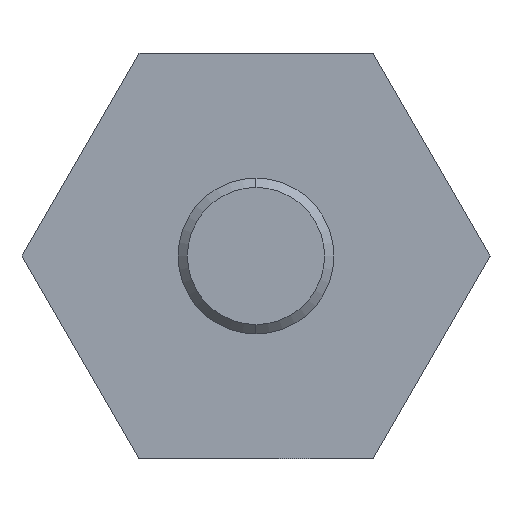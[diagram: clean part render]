
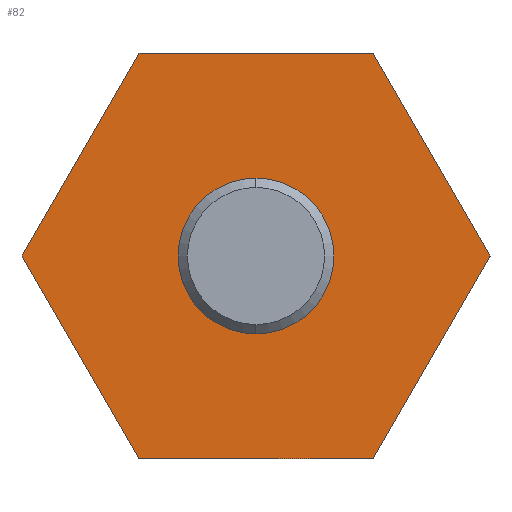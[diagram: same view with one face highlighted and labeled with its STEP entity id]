
A CAD part, left-side view. The second image highlights one B-rep face of the part: STEP entity #82.
In plain terms, the highlighted planar face has unit normal (-1, 0, 0).
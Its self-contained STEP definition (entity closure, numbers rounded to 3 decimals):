
#82=ADVANCED_FACE('',(#107,#108),#109,.F.);
#107=FACE_OUTER_BOUND('',#141,.T.);
#108=FACE_BOUND('',#142,.T.);
#109=PLANE('',#143);
#141=EDGE_LOOP('',(#213,#214,#215,#216,#217,#218));
#142=EDGE_LOOP('',(#219,#220));
#143=AXIS2_PLACEMENT_3D('',#221,#222,#223);
#213=ORIENTED_EDGE('',*,*,#301,.F.);
#214=ORIENTED_EDGE('',*,*,#302,.F.);
#215=ORIENTED_EDGE('',*,*,#303,.F.);
#216=ORIENTED_EDGE('',*,*,#292,.T.);
#217=ORIENTED_EDGE('',*,*,#289,.T.);
#218=ORIENTED_EDGE('',*,*,#300,.T.);
#219=ORIENTED_EDGE('',*,*,#280,.F.);
#220=ORIENTED_EDGE('',*,*,#304,.F.);
#221=CARTESIAN_POINT('',(0.0,-7.506,0.));
#222=DIRECTION('',(1.0,-0.0,0.0));
#223=DIRECTION('',(0.0,1.0,-0.0));
#280=EDGE_CURVE('',#318,#319,#320,.T.);
#289=EDGE_CURVE('',#336,#334,#337,.T.);
#292=EDGE_CURVE('',#341,#336,#342,.T.);
#300=EDGE_CURVE('',#334,#352,#354,.T.);
#301=EDGE_CURVE('',#355,#352,#356,.T.);
#302=EDGE_CURVE('',#357,#355,#358,.T.);
#303=EDGE_CURVE('',#341,#357,#359,.T.);
#304=EDGE_CURVE('',#319,#318,#360,.T.);
#318=VERTEX_POINT('',#376);
#319=VERTEX_POINT('',#377);
#320=CIRCLE('',#378,2.5);
#334=VERTEX_POINT('',#397);
#336=VERTEX_POINT('',#400);
#337=LINE('',#401,#402);
#341=VERTEX_POINT('',#408);
#342=LINE('',#409,#410);
#352=VERTEX_POINT('',#425);
#354=LINE('',#428,#429);
#355=VERTEX_POINT('',#430);
#356=LINE('',#431,#432);
#357=VERTEX_POINT('',#433);
#358=LINE('',#434,#435);
#359=LINE('',#436,#437);
#360=CIRCLE('',#438,2.5);
#376=CARTESIAN_POINT('',(0.0,0.0,2.5));
#377=CARTESIAN_POINT('',(0.0,0.,-2.5));
#378=AXIS2_PLACEMENT_3D('',#454,#455,#456);
#397=CARTESIAN_POINT('',(0.0,-3.753,-6.5));
#400=CARTESIAN_POINT('',(0.0,3.753,-6.5));
#401=CARTESIAN_POINT('',(0.0,-3.753,-6.5));
#402=VECTOR('',#469,1000.0);
#408=CARTESIAN_POINT('',(0.0,7.506,0.));
#409=CARTESIAN_POINT('',(0.0,3.753,-6.5));
#410=VECTOR('',#472,1000.0);
#425=CARTESIAN_POINT('',(0.0,-7.506,0.));
#428=CARTESIAN_POINT('',(0.0,-7.506,0.));
#429=VECTOR('',#482,1000.0);
#430=CARTESIAN_POINT('',(0.0,-3.753,6.5));
#431=CARTESIAN_POINT('',(0.0,-3.753,6.5));
#432=VECTOR('',#483,1000.0);
#433=CARTESIAN_POINT('',(0.0,3.753,6.5));
#434=CARTESIAN_POINT('',(0.0,-7.506,6.5));
#435=VECTOR('',#484,1000.0);
#436=CARTESIAN_POINT('',(0.0,7.506,0.));
#437=VECTOR('',#485,1000.0);
#438=AXIS2_PLACEMENT_3D('',#486,#487,#488);
#454=CARTESIAN_POINT('',(0.0,0.0,0.0));
#455=DIRECTION('',(-1.0,0.0,0.0));
#456=DIRECTION('',(0.0,0.0,1.0));
#469=DIRECTION('',(0.0,-1.0,0.));
#472=DIRECTION('',(0.0,-0.5,-0.866));
#482=DIRECTION('',(0.0,-0.5,0.866));
#483=DIRECTION('',(0.0,-0.5,-0.866));
#484=DIRECTION('',(-0.0,-1.0,-0.0));
#485=DIRECTION('',(0.0,-0.5,0.866));
#486=CARTESIAN_POINT('',(0.0,0.0,0.0));
#487=DIRECTION('',(-1.0,0.0,0.0));
#488=DIRECTION('',(0.0,0.0,1.0));
